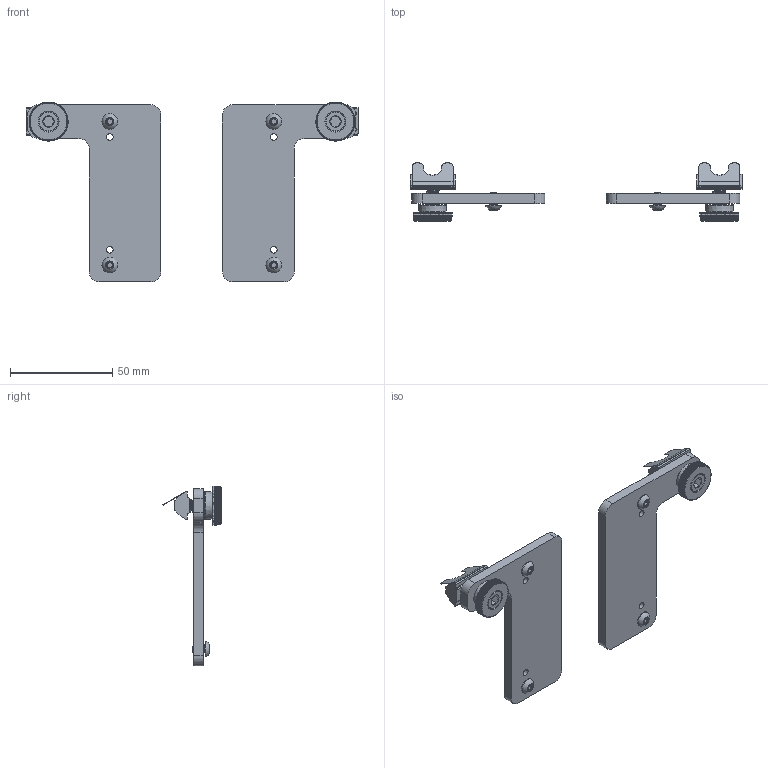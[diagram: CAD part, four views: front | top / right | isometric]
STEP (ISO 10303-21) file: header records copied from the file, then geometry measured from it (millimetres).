
FILE_DESCRIPTION(/* description */ (''),/* implementation_level */ '2;1');
FILE_NAME(/* name */ '15in Sensor Mounting Plate for ODC, WPS and 1DC 96+.step',/* time_stamp */ '2026-03-07T23:22:34-06:00',/* author */ (''),/* organization */ (''),/* preprocessor_version */ 'ST-DEVELOPER v20.1',/* originating_system */ 'Autodesk Translation Framework v14.24.0.0',/* authorisation */ '');
FILE_SCHEMA (('AUTOMOTIVE_DESIGN { 1 0 10303 214 3 1 1 }'));
Length unit declared in the file: millimetre
Products named in the file (4): Mounting Plate; 98704A610; 151098; 91239A138_Button Head Hex Drive Screw
Assembly tree (8 placements, depth 2):
  Mounting Plate
    98704A610  x2
    151098  x2
    91239A138_Button Head Hex Drive Screw  x4
Bounding box: 162 x 28.4 x 87.82 mm (x, y, z)
Volume: 39561.1 mm3; surface area: 24643.1 mm2
Topology: 12 solids, 12 shells, 1984 faces, 4666 edges, 2726 vertices
Faces by surface type: plane 1192, cylinder 442, cone 330, bspline 12, torus 4, sphere 4
Full cylindrical faces by diameter (mm): 3.091 x24, 3.3 x8, 4 x28, 4.7 x20, 5.105 x2, 6.35 x20, 6.548 x2, 7.6 x4, 8.3 x2, 9.525 x2, 9.723 x2
Entity records: 30180 total; most frequent: CARTESIAN_POINT 7417, DIRECTION 5079, ORIENTED_EDGE 4584, EDGE_CURVE 2292, AXIS2_PLACEMENT_3D 1909, VERTEX_POINT 1340, LINE 1261, VECTOR 1261
